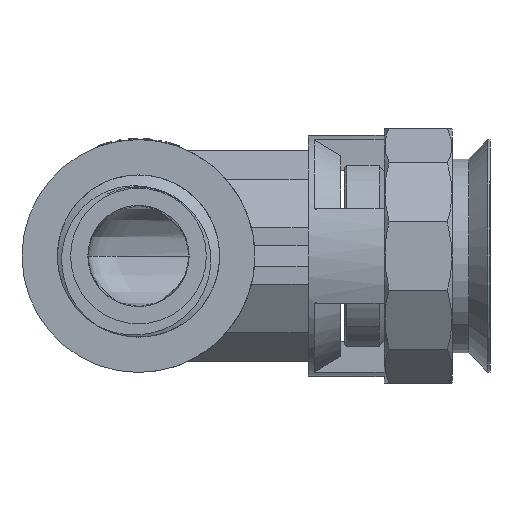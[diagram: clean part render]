
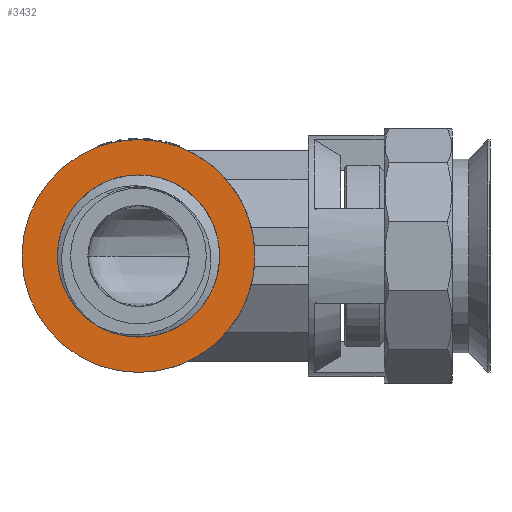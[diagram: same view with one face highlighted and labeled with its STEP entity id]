
A CAD part, front view. The second image highlights one B-rep face of the part: STEP entity #3432.
In plain terms, the highlighted planar face has unit normal (0, -1, 0).
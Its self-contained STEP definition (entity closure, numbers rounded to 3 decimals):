
#2961 = VERTEX_POINT ( 'NONE', #13564 ) ;
#2963 = EDGE_CURVE ( 'NONE', #2964, #2961, #13628, .T. ) ;
#2964 = VERTEX_POINT ( 'NONE', #13623 ) ;
#3354 = VERTEX_POINT ( 'NONE', #15465 ) ;
#3356 = EDGE_CURVE ( 'NONE', #3354, #3357, #15464, .T. ) ;
#3357 = VERTEX_POINT ( 'NONE', #15526 ) ;
#3432 = ADVANCED_FACE ( 'NONE', ( #14610, #14609 ), #14555, .F. ) ;
#3433 = ORIENTED_EDGE ( 'NONE', *, *, #2963, .T. ) ;
#3434 = ORIENTED_EDGE ( 'NONE', *, *, #3435, .T. ) ;
#3435 = EDGE_CURVE ( 'NONE', #2961, #2964, #14607, .T. ) ;
#3436 = EDGE_LOOP ( 'NONE', ( #3437, #3439 ) ) ;
#3437 = ORIENTED_EDGE ( 'NONE', *, *, #3438, .F. ) ;
#3438 = EDGE_CURVE ( 'NONE', #3357, #3354, #14593, .T. ) ;
#3439 = ORIENTED_EDGE ( 'NONE', *, *, #3356, .F. ) ;
#3557 = EDGE_LOOP ( 'NONE', ( #3433, #3434 ) ) ;
#13564 = CARTESIAN_POINT ( 'NONE',  ( -31., -15., -5. ) ) ;
#13623 = CARTESIAN_POINT ( 'NONE',  ( -31., -15., 5. ) ) ;
#13624 = DIRECTION ( 'NONE',  ( 0., 0., -1. ) ) ;
#13625 = DIRECTION ( 'NONE',  ( 0., 1., 0. ) ) ;
#13626 = CARTESIAN_POINT ( 'NONE',  ( -31., -15., 0. ) ) ;
#13627 = AXIS2_PLACEMENT_3D ( 'NONE', #13626, #13625, #13624 ) ;
#13628 = CIRCLE ( 'NONE', #13627, 5. ) ;
#14555 = PLANE ( 'NONE',  #14623 ) ;
#14576 = DIRECTION ( 'NONE',  ( 0., 1., 0. ) ) ;
#14577 = AXIS2_PLACEMENT_3D ( 'NONE', #14608, #14576, #14582 ) ;
#14582 = DIRECTION ( 'NONE',  ( 0., 0., -1. ) ) ;
#14593 = CIRCLE ( 'NONE', #14577, 11.5 ) ;
#14604 = DIRECTION ( 'NONE',  ( 0., 0., -1. ) ) ;
#14605 = DIRECTION ( 'NONE',  ( 0., 1., 0. ) ) ;
#14606 = AXIS2_PLACEMENT_3D ( 'NONE', #14619, #14605, #14604 ) ;
#14607 = CIRCLE ( 'NONE', #14606, 5. ) ;
#14608 = CARTESIAN_POINT ( 'NONE',  ( -31., -15., 0. ) ) ;
#14609 = FACE_OUTER_BOUND ( 'NONE', #3436, .T. ) ;
#14610 = FACE_BOUND ( 'NONE', #3557, .T. ) ;
#14611 = DIRECTION ( 'NONE',  ( 0., 0., -1. ) ) ;
#14612 = DIRECTION ( 'NONE',  ( 0., 1., 0. ) ) ;
#14618 = CARTESIAN_POINT ( 'NONE',  ( -31., -15., 0. ) ) ;
#14619 = CARTESIAN_POINT ( 'NONE',  ( -31., -15., 0. ) ) ;
#14623 = AXIS2_PLACEMENT_3D ( 'NONE', #14618, #14612, #14611 ) ;
#15461 = DIRECTION ( 'NONE',  ( 0., 1., 0. ) ) ;
#15462 = CARTESIAN_POINT ( 'NONE',  ( -31., -15., 0. ) ) ;
#15463 = AXIS2_PLACEMENT_3D ( 'NONE', #15462, #15461, #15527 ) ;
#15464 = CIRCLE ( 'NONE', #15463, 11.5 ) ;
#15465 = CARTESIAN_POINT ( 'NONE',  ( -31., -15., -11.5 ) ) ;
#15526 = CARTESIAN_POINT ( 'NONE',  ( -31., -15., 11.5 ) ) ;
#15527 = DIRECTION ( 'NONE',  ( 0., 0., -1. ) ) ;
